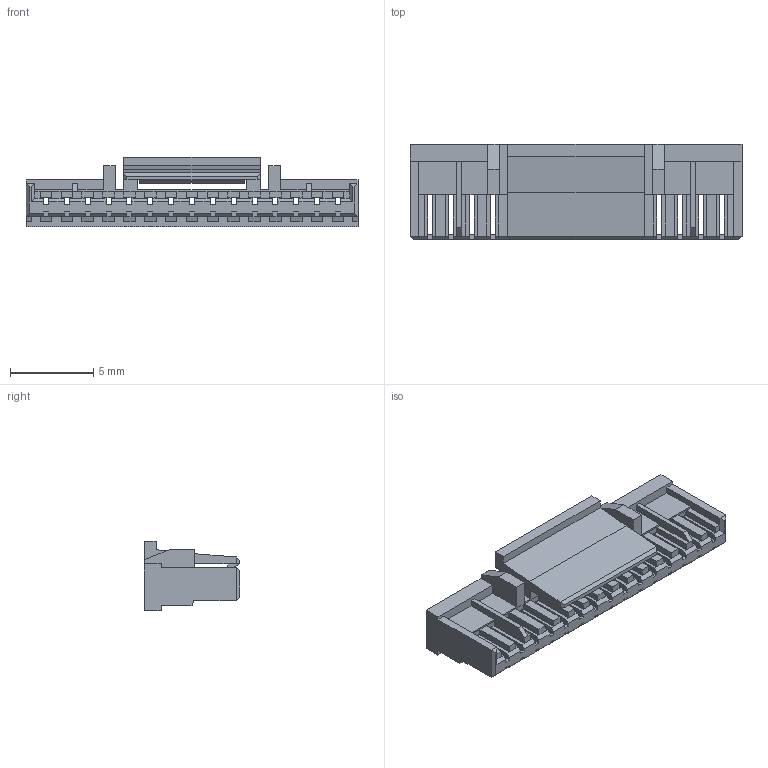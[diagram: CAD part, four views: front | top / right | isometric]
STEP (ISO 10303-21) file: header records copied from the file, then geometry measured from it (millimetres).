
FILE_DESCRIPTION((''),'2;1');
FILE_NAME('FHG12507-S15M2W1B','2025-07-02T',('工程三'),(''),'PRO/ENGINEER BY PARAMETRIC TECHNOLOGY CORPORATION, 2010280','PRO/ENGINEER BY PARAMETRIC TECHNOLOGY CORPORATION, 2010280','');
FILE_SCHEMA(('CONFIG_CONTROL_DESIGN'));
Length unit declared in the file: millimetre
Products named in the file (1): FHG12507-S15M2W1B
Bounding box: 19.9 x 5.7 x 4.15 mm (x, y, z)
Volume: 121 mm3; surface area: 836.7 mm2
Topology: 1 solids, 1 shells, 732 faces, 2197 edges, 1420 vertices
Faces by surface type: plane 729, cylinder 3
Entity records: 24157 total; most frequent: ORIENTED_EDGE 4394, CARTESIAN_POINT 4349, DIRECTION 3667, EDGE_CURVE 2197, VECTOR 2191, LINE 2191, VERTEX_POINT 1420, EDGE_LOOP 747
